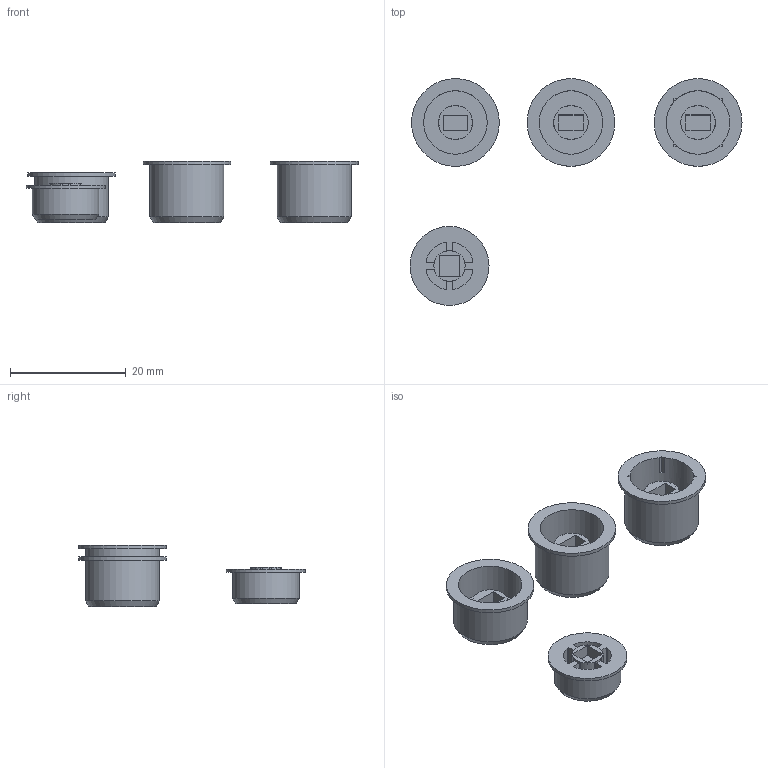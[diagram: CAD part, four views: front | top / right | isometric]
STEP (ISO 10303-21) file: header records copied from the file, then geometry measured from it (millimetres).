
FILE_DESCRIPTION(/* description */ (''),/* implementation_level */ '2;1');
FILE_NAME(/* name */ 'button caps v4.step',/* time_stamp */ '2020-11-20T16:18:35-07:00',/* author */ (''),/* organization */ (''),/* preprocessor_version */ 'ST-DEVELOPER v18.1',/* originating_system */ 'Autodesk Translation Framework v9.3.0.1241',/* authorisation */ '');
FILE_SCHEMA (('AUTOMOTIVE_DESIGN { 1 0 10303 214 3 1 1 }'));
Length unit declared in the file: millimetre
Products named in the file (1): (Unsaved)
Bounding box: 57.46 x 39.26 x 10.6 mm (x, y, z)
Volume: 2496.1 mm3; surface area: 4206.6 mm2
Topology: 4 solids, 4 shells, 332 faces, 908 edges, 604 vertices
Faces by surface type: plane 165, bspline 114, cylinder 49, cone 4
Full cylindrical faces by diameter (mm): 3.271 x1, 6.871 x1, 11 x3, 11.52 x1, 12.8 x3, 13.68 x1, 15.2 x3
Entity records: 11567 total; most frequent: CARTESIAN_POINT 3783, ORIENTED_EDGE 1816, DIRECTION 1228, EDGE_CURVE 908, VERTEX_POINT 604, LINE 570, VECTOR 570, EDGE_LOOP 352
